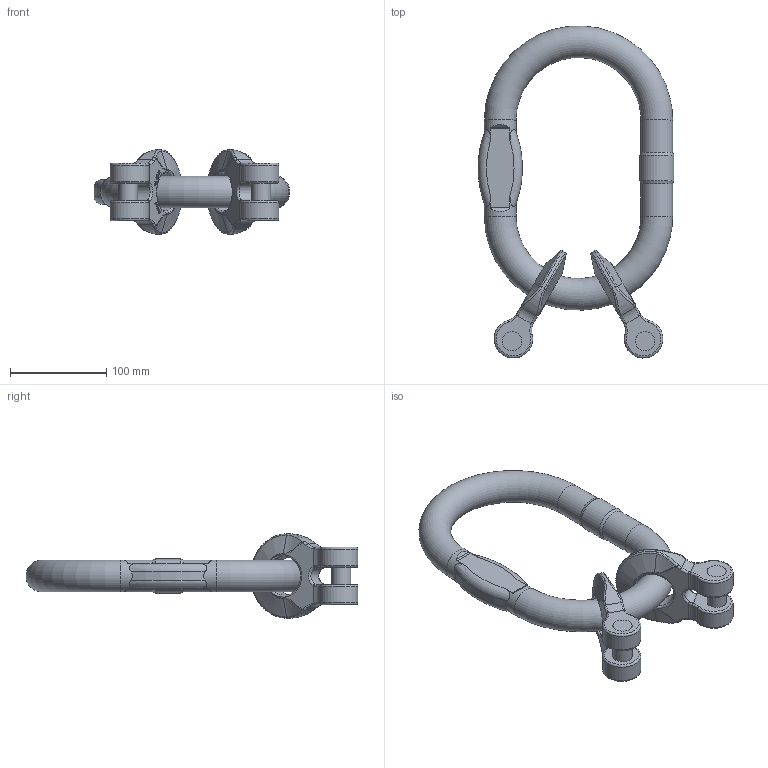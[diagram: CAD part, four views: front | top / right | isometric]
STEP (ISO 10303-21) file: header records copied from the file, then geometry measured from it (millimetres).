
FILE_DESCRIPTION(/* description */ (''),/* implementation_level */ '2;1');
FILE_NAME(/* name */ 'pewag_KMGW_2-16',/* time_stamp */ '2010-03-02T10:20:01+01:00',/* author */ (''),/* organization */ (''),/* preprocessor_version */ 'ST-DEVELOPER v9',/* originating_system */ 'UGS - NX 4.0',/* authorisation */ '');
FILE_SCHEMA (('AUTOMOTIVE_DESIGN { 1 0 10303 214 1 1 1 1 }'));
Length unit declared in the file: millimetre
Products named in the file (1): rit707Bn4ou
Bounding box: 203.73 x 345.44 x 88 mm (x, y, z)
Volume: 890905.2 mm3; surface area: 134999.5 mm2
Topology: 5 solids, 5 shells, 557 faces, 1453 edges, 928 vertices
Faces by surface type: plane 196, extrusion 194, bspline 64, torus 54, cylinder 39, sphere 8, cone 2
Full cylindrical faces by diameter (mm): 20 x6, 33 x4, 35.475 x1, 40 x2
Entity records: 20819 total; most frequent: CARTESIAN_POINT 8674, ORIENTED_EDGE 2832, DIRECTION 1756, EDGE_CURVE 1416, VERTEX_POINT 920, B_SPLINE_CURVE_WITH_KNOTS 868, VECTOR 716, EDGE_LOOP 622
